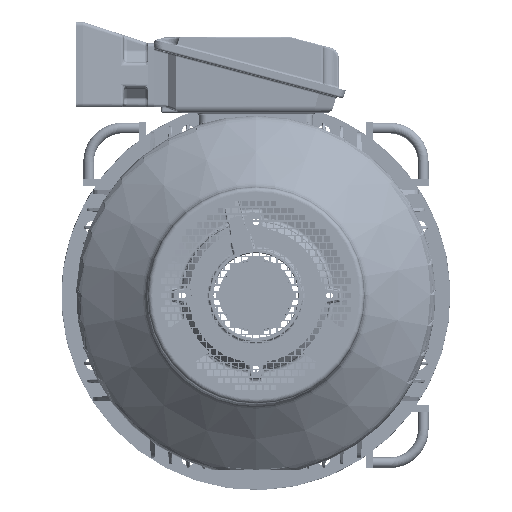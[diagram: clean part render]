
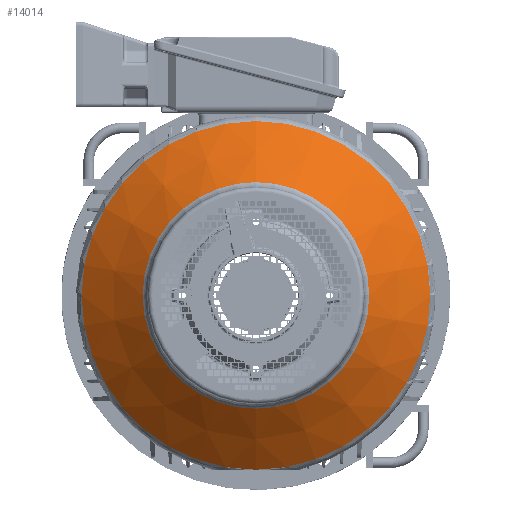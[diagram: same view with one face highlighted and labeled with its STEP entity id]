
A CAD part, left-side view. The second image highlights one B-rep face of the part: STEP entity #14014.
In plain terms, the highlighted conical face has half-angle 49.831 degrees and reference radius 160.199 mm.
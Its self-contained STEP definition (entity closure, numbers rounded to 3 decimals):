
#14014 = ADVANCED_FACE( '', ( #31580, #31581 ), #31582, .T. );
#31580 = FACE_OUTER_BOUND( '', #112951, .T. );
#31581 = FACE_BOUND( '', #112952, .T. );
#31582 = CONICAL_SURFACE( '', #112953, 160.199, 0.87 );
#112951 = EDGE_LOOP( '', ( #201513 ) );
#112952 = EDGE_LOOP( '', ( #201514 ) );
#112953 = AXIS2_PLACEMENT_3D( '', #201515, #201516, #201517 );
#201513 = ORIENTED_EDGE( '', *, *, #244603, .T. );
#201514 = ORIENTED_EDGE( '', *, *, #244604, .F. );
#201515 = CARTESIAN_POINT( '', ( -712.382, 0., 0. ) );
#201516 = DIRECTION( '', ( 1., 0., 0. ) );
#201517 = DIRECTION( '', ( 0., 0., -1. ) );
#244603 = EDGE_CURVE( '', #278672, #278672, #278673, .T. );
#244604 = EDGE_CURVE( '', #278674, #278674, #278675, .T. );
#278672 = VERTEX_POINT( '', #373981 );
#278673 = CIRCLE( '', #373982, 246.433 );
#278674 = VERTEX_POINT( '', #373983 );
#278675 = CIRCLE( '', #373984, 160.199 );
#373981 = CARTESIAN_POINT( '', ( -639.59, 0., 246.433 ) );
#373982 = AXIS2_PLACEMENT_3D( '', #414661, #414662, #414663 );
#373983 = CARTESIAN_POINT( '', ( -712.382, 0., 160.199 ) );
#373984 = AXIS2_PLACEMENT_3D( '', #414664, #414665, #414666 );
#414661 = CARTESIAN_POINT( '', ( -639.59, 0., 0. ) );
#414662 = DIRECTION( '', ( -1., 0., 0. ) );
#414663 = DIRECTION( '', ( 0., 0., 1. ) );
#414664 = CARTESIAN_POINT( '', ( -712.382, 0., 0. ) );
#414665 = DIRECTION( '', ( -1., 0., 0. ) );
#414666 = DIRECTION( '', ( 0., 0., 1. ) );
